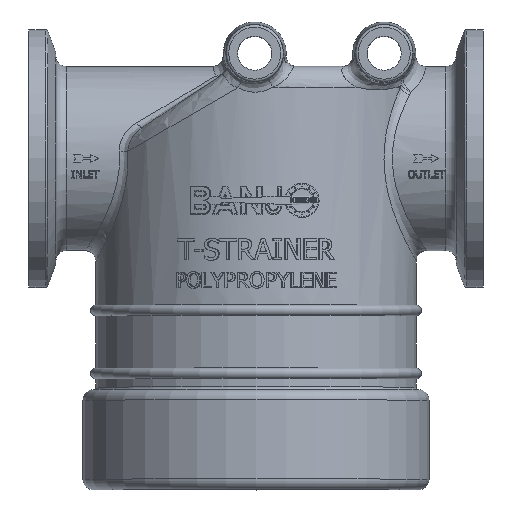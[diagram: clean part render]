
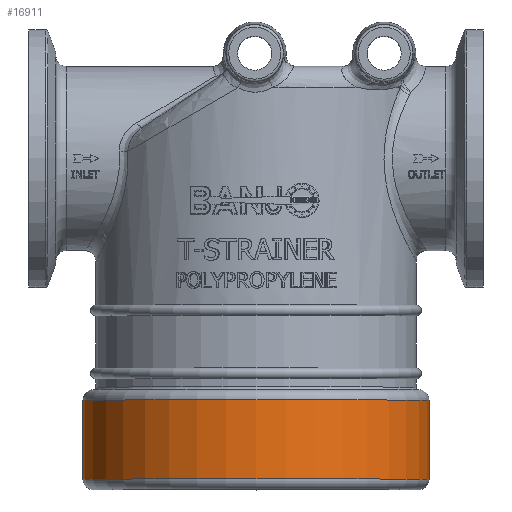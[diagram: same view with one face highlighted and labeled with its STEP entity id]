
A CAD part, top view. The second image highlights one B-rep face of the part: STEP entity #16911.
In plain terms, the highlighted cylindrical face has radius 52.324 mm (diameter 104.648 mm), a full revolution.
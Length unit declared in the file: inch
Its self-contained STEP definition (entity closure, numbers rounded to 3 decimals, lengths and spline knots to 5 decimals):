
#1432=FACE_OUTER_BOUND('',#2492,.T.);
#2492=EDGE_LOOP('',(#13283,#13284,#13285,#13286,#13287,#13288,#13289,#13290));
#4518=CIRCLE('',#18468,2.06);
#4519=CIRCLE('',#18469,2.06);
#4520=CIRCLE('',#18470,2.06);
#4522=CIRCLE('',#18473,2.06);
#4523=CIRCLE('',#18474,2.06);
#4524=CIRCLE('',#18475,2.06);
#5089=LINE('',#33445,#6159);
#6159=VECTOR('',#21255,2.06);
#7852=VERTEX_POINT('',#33435);
#7853=VERTEX_POINT('',#33437);
#7854=VERTEX_POINT('',#33439);
#7855=VERTEX_POINT('',#33444);
#7856=VERTEX_POINT('',#33446);
#7857=VERTEX_POINT('',#33448);
#9912=EDGE_CURVE('',#7852,#7853,#4518,.T.);
#9913=EDGE_CURVE('',#7853,#7854,#4519,.T.);
#9914=EDGE_CURVE('',#7854,#7852,#4520,.T.);
#9916=EDGE_CURVE('',#7853,#7855,#5089,.T.);
#9917=EDGE_CURVE('',#7856,#7855,#4522,.T.);
#9918=EDGE_CURVE('',#7857,#7856,#4523,.T.);
#9919=EDGE_CURVE('',#7855,#7857,#4524,.T.);
#13283=ORIENTED_EDGE('',*,*,#9914,.F.);
#13284=ORIENTED_EDGE('',*,*,#9913,.F.);
#13285=ORIENTED_EDGE('',*,*,#9916,.T.);
#13286=ORIENTED_EDGE('',*,*,#9917,.F.);
#13287=ORIENTED_EDGE('',*,*,#9918,.F.);
#13288=ORIENTED_EDGE('',*,*,#9919,.F.);
#13289=ORIENTED_EDGE('',*,*,#9916,.F.);
#13290=ORIENTED_EDGE('',*,*,#9912,.F.);
#16532=CYLINDRICAL_SURFACE('',#18472,2.06);
#16911=ADVANCED_FACE('',(#1432),#16532,.T.);
#18468=AXIS2_PLACEMENT_3D('',#33438,#21245,#21246);
#18469=AXIS2_PLACEMENT_3D('',#33440,#21247,#21248);
#18470=AXIS2_PLACEMENT_3D('',#33441,#21249,#21250);
#18472=AXIS2_PLACEMENT_3D('',#33443,#21253,#21254);
#18473=AXIS2_PLACEMENT_3D('',#33447,#21256,#21257);
#18474=AXIS2_PLACEMENT_3D('',#33449,#21258,#21259);
#18475=AXIS2_PLACEMENT_3D('',#33450,#21260,#21261);
#21245=DIRECTION('center_axis',(0.,-1.,0.));
#21246=DIRECTION('ref_axis',(-1.,0.,0.));
#21247=DIRECTION('center_axis',(0.,-1.,0.));
#21248=DIRECTION('ref_axis',(-1.,0.,0.));
#21249=DIRECTION('center_axis',(0.,-1.,0.));
#21250=DIRECTION('ref_axis',(-1.,0.,0.));
#21253=DIRECTION('center_axis',(0.,-1.,0.));
#21254=DIRECTION('ref_axis',(1.,0.,0.));
#21255=DIRECTION('',(0.,1.,0.));
#21256=DIRECTION('center_axis',(0.,1.,0.));
#21257=DIRECTION('ref_axis',(-1.,0.,0.));
#21258=DIRECTION('center_axis',(0.,1.,0.));
#21259=DIRECTION('ref_axis',(-1.,0.,0.));
#21260=DIRECTION('center_axis',(0.,1.,0.));
#21261=DIRECTION('ref_axis',(-1.,0.,0.));
#33435=CARTESIAN_POINT('',(0.,-3.815,2.06));
#33437=CARTESIAN_POINT('',(-2.06,-3.815,0.));
#33438=CARTESIAN_POINT('Origin',(0.,-3.815,0.));
#33439=CARTESIAN_POINT('',(2.06,-3.815,0.));
#33440=CARTESIAN_POINT('Origin',(0.,-3.815,0.));
#33441=CARTESIAN_POINT('Origin',(0.,-3.815,0.));
#33443=CARTESIAN_POINT('Origin',(0.,-3.345,0.));
#33444=CARTESIAN_POINT('',(-2.06,-2.875,0.));
#33445=CARTESIAN_POINT('',(-2.06,-3.345,0.));
#33446=CARTESIAN_POINT('',(2.06,-2.875,0.));
#33447=CARTESIAN_POINT('Origin',(0.,-2.875,0.));
#33448=CARTESIAN_POINT('',(0.,-2.875,2.06));
#33449=CARTESIAN_POINT('Origin',(0.,-2.875,0.));
#33450=CARTESIAN_POINT('Origin',(0.,-2.875,0.));
